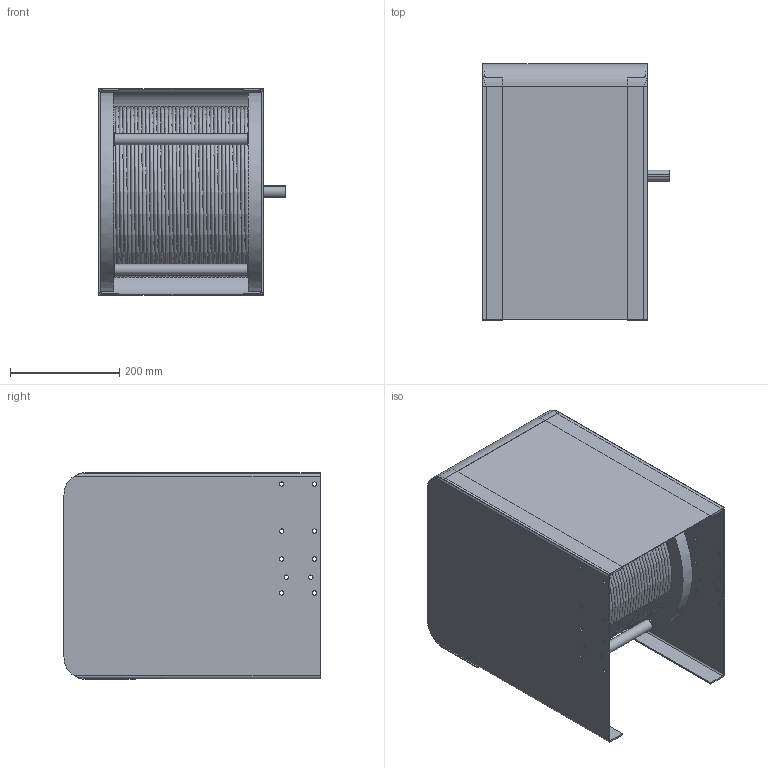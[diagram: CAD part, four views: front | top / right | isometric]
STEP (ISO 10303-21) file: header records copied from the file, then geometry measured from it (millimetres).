
FILE_DESCRIPTION(/* description */ ('STEP AP242','CAx-IF Rec.Pracs.---Representation and Presentation of Product Manufacturing Information (PMI)---4.0---2014-10-13','CAx-IF Rec.Pracs.---3D Tessellated Geometry---0.4---2014-09-14','2;1'),/* implementation_level */ '2;1');
FILE_NAME(/* name */ '675606d8aebe490a25a8c52d',/* time_stamp */ '2024-12-08T20:51:37Z',/* author */ (''),/* organization */ (''),/* preprocessor_version */ 'ST-DEVELOPER v20',/* originating_system */ 'ONSHAPE BY PTC INC, 1.190',/* authorisation */ ' ');
FILE_SCHEMA (('AP242_MANAGED_MODEL_BASED_3D_ENGINEERING_MIM_LF { 1 0 10303 442 1 1 4 }'));
Length unit declared in the file: metre
Products named in the file (2): trolley drum; Curve 1
Bounding box: 340.12 x 468 x 378 mm (x, y, z)
Volume: 4839018.9 mm3; surface area: 2238902.1 mm2
Topology: 1 solids, 1 shells, 106 faces, 309 edges, 207 vertices
Faces by surface type: cylinder 56, plane 49, bspline 1
Full cylindrical faces by diameter (mm): 8 x20, 20 x4, 23.873 x8, 50 x1
Entity records: 14798 total; most frequent: CARTESIAN_POINT 12103, DIRECTION 556, ORIENTED_EDGE 490, EDGE_CURVE 245, AXIS2_PLACEMENT_3D 220, EDGE_LOOP 193, FACE_BOUND 193, VERTEX_POINT 176
